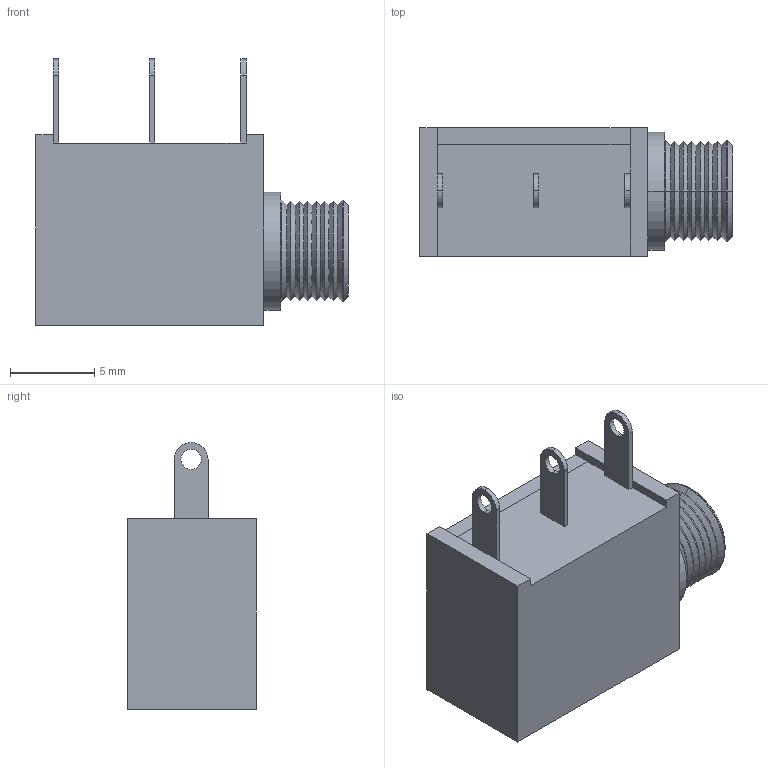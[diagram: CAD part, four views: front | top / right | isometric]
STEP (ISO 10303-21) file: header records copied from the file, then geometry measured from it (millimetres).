
FILE_DESCRIPTION(('STEP AP242'),'1');
FILE_NAME('mj-3502.stp','2018-10-23T23:51:54',('TraceParts'),('TraceParts S.A.'),'Spatial InterOp 3D',' ',' ');
FILE_SCHEMA(('AP242_MANAGED_MODEL_BASED_3D_ENGINEERING_MIM_LF {1 0 10303 442 1 1 4}'));
Length unit declared in the file: millimetre
Products named in the file (1): mj-3502_1
Bounding box: 18.5 x 7.6 x 15.8 mm (x, y, z)
Volume: 1212.9 mm3; surface area: 1199.3 mm2
Topology: 2 solids, 2 shells, 85 faces, 195 edges, 118 vertices
Faces by surface type: plane 35, cone 30, cylinder 20
Entity records: 3098 total; most frequent: DIRECTION 437, CARTESIAN_POINT 400, ORIENTED_EDGE 390, EDGE_CURVE 195, AXIS2_PLACEMENT_3D 155, LINE 127, VECTOR 127, VERTEX_POINT 118
